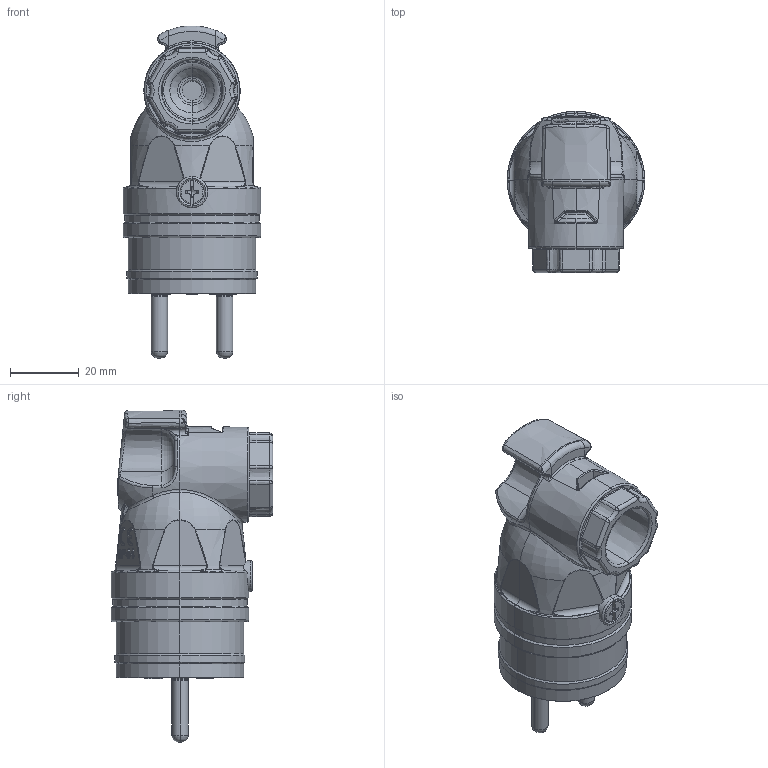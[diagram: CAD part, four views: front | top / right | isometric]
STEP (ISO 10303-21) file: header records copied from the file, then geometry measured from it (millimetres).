
FILE_DESCRIPTION (( 'STEP AP203' ), '1' );
FILE_NAME ('05831-s,05832-s.STEP', '2021-06-29T07:19:16', ( '' ), ( '' ), 'SwSTEP 2.0', 'SolidWorks 2021', '' );
FILE_SCHEMA (( 'CONFIG_CONTROL_DESIGN' ));
Length unit declared in the file: millimetre
Products named in the file (1): 05831-s,05832-s
Bounding box: 40 x 47 x 96.51 mm (x, y, z)
Volume: 8.4 mm3; surface area: 15605.6 mm2
Topology: 2 solids, 3 shells, 1081 faces, 2778 edges, 1704 vertices
Faces by surface type: plane 484, bspline 302, cylinder 122, torus 90, cone 63, sphere 20
Entity records: 43176 total; most frequent: CARTESIAN_POINT 19244, ORIENTED_EDGE 5476, DIRECTION 4204, EDGE_CURVE 2738, VERTEX_POINT 1704, AXIS2_PLACEMENT_3D 1423, LINE 1358, VECTOR 1358
